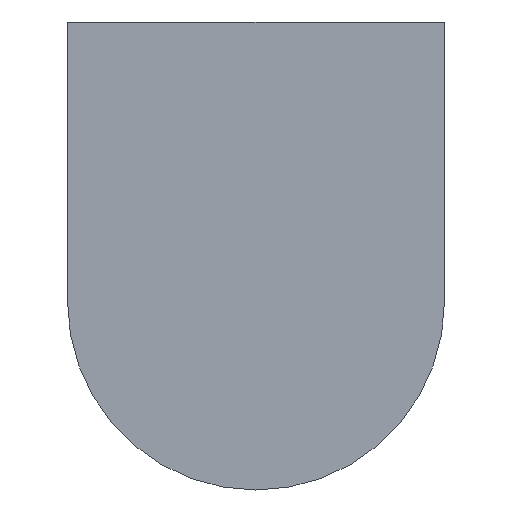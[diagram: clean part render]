
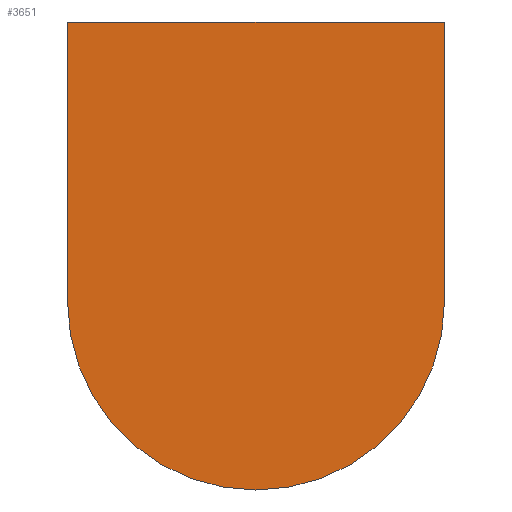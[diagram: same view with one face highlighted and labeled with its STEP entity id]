
A CAD part, front view. The second image highlights one B-rep face of the part: STEP entity #3651.
In plain terms, the highlighted planar face has unit normal (0, -1, 0).
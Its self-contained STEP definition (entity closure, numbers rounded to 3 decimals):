
#9 = ORIENTED_EDGE ( 'NONE', *, *, #1620, .F. ) ;
#538 = ORIENTED_EDGE ( 'NONE', *, *, #3004, .F. ) ;
#657 = DIRECTION ( 'NONE',  ( 0., 1., 0. ) ) ;
#669 = LINE ( 'NONE', #3225, #5287 ) ;
#730 = PLANE ( 'NONE',  #809 ) ;
#809 = AXIS2_PLACEMENT_3D ( 'NONE', #5568, #657, #2826 ) ;
#904 = AXIS2_PLACEMENT_3D ( 'NONE', #7012, #2650, #5501 ) ;
#1522 = DIRECTION ( 'NONE',  ( 1., 0., 0. ) ) ;
#1617 = CARTESIAN_POINT ( 'NONE',  ( 0., 0., -21.5 ) ) ;
#1620 = EDGE_CURVE ( 'NONE', #5457, #6119, #669, .T. ) ;
#1724 = ORIENTED_EDGE ( 'NONE', *, *, #5256, .F. ) ;
#1820 = VERTEX_POINT ( 'NONE', #5070 ) ;
#2217 = CARTESIAN_POINT ( 'NONE',  ( -14.5, 0., -21.5 ) ) ;
#2408 = VERTEX_POINT ( 'NONE', #5983 ) ;
#2650 = DIRECTION ( 'NONE',  ( 0., 1., 0. ) ) ;
#2690 = DIRECTION ( 'NONE',  ( 0., 0., -1. ) ) ;
#2826 = DIRECTION ( 'NONE',  ( 0., 0., 1. ) ) ;
#2856 = FACE_OUTER_BOUND ( 'NONE', #6122, .T. ) ;
#2876 = EDGE_CURVE ( 'NONE', #1820, #5457, #5772, .T. ) ;
#3004 = EDGE_CURVE ( 'NONE', #6119, #4380, #6861, .T. ) ;
#3080 = VECTOR ( 'NONE', #5455, 1000. ) ;
#3225 = CARTESIAN_POINT ( 'NONE',  ( 14.5, 0., 0. ) ) ;
#3252 = LINE ( 'NONE', #2217, #3080 ) ;
#3363 = ORIENTED_EDGE ( 'NONE', *, *, #2876, .F. ) ;
#3476 = EDGE_CURVE ( 'NONE', #4380, #2408, #4909, .T. ) ;
#3651 = ADVANCED_FACE ( 'NONE', ( #2856 ), #730, .F. ) ;
#3798 = DIRECTION ( 'NONE',  ( 0., 0., 1. ) ) ;
#3811 = ORIENTED_EDGE ( 'NONE', *, *, #3476, .F. ) ;
#4356 = CARTESIAN_POINT ( 'NONE',  ( 14.5, 0., -21.5 ) ) ;
#4380 = VERTEX_POINT ( 'NONE', #7083 ) ;
#4668 = VECTOR ( 'NONE', #1522, 1000. ) ;
#4909 = CIRCLE ( 'NONE', #6403, 14.5 ) ;
#5070 = CARTESIAN_POINT ( 'NONE',  ( -14.5, 0., 0. ) ) ;
#5256 = EDGE_CURVE ( 'NONE', #2408, #1820, #3252, .T. ) ;
#5287 = VECTOR ( 'NONE', #2690, 1000. ) ;
#5455 = DIRECTION ( 'NONE',  ( 0., 0., 1. ) ) ;
#5457 = VERTEX_POINT ( 'NONE', #5793 ) ;
#5501 = DIRECTION ( 'NONE',  ( 0., 0., 1. ) ) ;
#5568 = CARTESIAN_POINT ( 'NONE',  ( 0., 0., -21.5 ) ) ;
#5772 = LINE ( 'NONE', #6440, #4668 ) ;
#5793 = CARTESIAN_POINT ( 'NONE',  ( 14.5, 0., 0. ) ) ;
#5962 = DIRECTION ( 'NONE',  ( 0., 1., 0. ) ) ;
#5983 = CARTESIAN_POINT ( 'NONE',  ( -14.5, 0., -21.5 ) ) ;
#6119 = VERTEX_POINT ( 'NONE', #4356 ) ;
#6122 = EDGE_LOOP ( 'NONE', ( #1724, #3811, #538, #9, #3363 ) ) ;
#6403 = AXIS2_PLACEMENT_3D ( 'NONE', #1617, #5962, #3798 ) ;
#6440 = CARTESIAN_POINT ( 'NONE',  ( -14.5, 0., 0. ) ) ;
#6861 = CIRCLE ( 'NONE', #904, 14.5 ) ;
#7012 = CARTESIAN_POINT ( 'NONE',  ( 0., 0., -21.5 ) ) ;
#7083 = CARTESIAN_POINT ( 'NONE',  ( 0., 0., -36. ) ) ;
